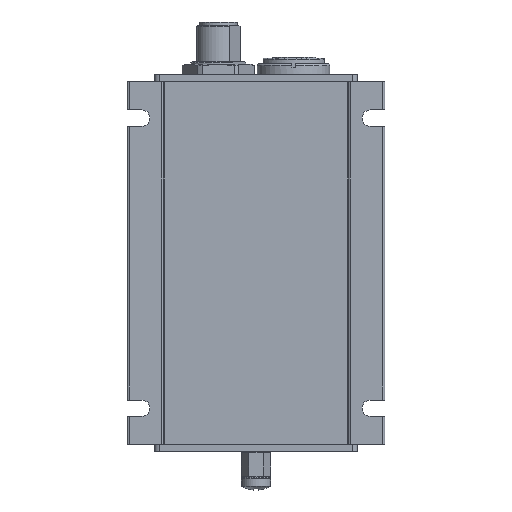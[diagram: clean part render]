
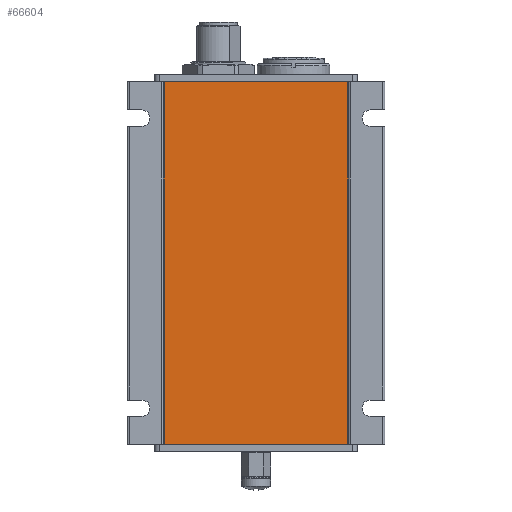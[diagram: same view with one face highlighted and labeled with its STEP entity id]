
A CAD part, front view. The second image highlights one B-rep face of the part: STEP entity #66604.
In plain terms, the highlighted planar face has unit normal (0, -1, 0).
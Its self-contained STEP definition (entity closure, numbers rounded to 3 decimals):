
#1092=PLANE('',#71067);
#4717=LINE('',#96757,#10392);
#4793=LINE('',#97080,#10468);
#4890=LINE('',#97280,#10565);
#4892=LINE('',#97283,#10567);
#10392=VECTOR('',#76778,50.6);
#10468=VECTOR('',#77040,50.6);
#10565=VECTOR('',#77313,100.);
#10567=VECTOR('',#77317,100.);
#16638=FACE_OUTER_BOUND('',#20298,.T.);
#20298=EDGE_LOOP('',(#45746,#45747,#45748,#45749));
#27128=VERTEX_POINT('',#96754);
#27129=VERTEX_POINT('',#96756);
#27282=VERTEX_POINT('',#97077);
#27283=VERTEX_POINT('',#97079);
#34070=EDGE_CURVE('',#27129,#27128,#4717,.T.);
#34234=EDGE_CURVE('',#27283,#27282,#4793,.T.);
#34340=EDGE_CURVE('',#27283,#27128,#4890,.T.);
#34342=EDGE_CURVE('',#27129,#27282,#4892,.T.);
#45746=ORIENTED_EDGE('',*,*,#34340,.F.);
#45747=ORIENTED_EDGE('',*,*,#34234,.T.);
#45748=ORIENTED_EDGE('',*,*,#34342,.F.);
#45749=ORIENTED_EDGE('',*,*,#34070,.T.);
#66604=ADVANCED_FACE('',(#16638),#1092,.T.);
#71067=AXIS2_PLACEMENT_3D('',#97298,#77345,#77346);
#76778=DIRECTION('',(1.,0.,0.));
#77040=DIRECTION('',(-1.,0.,0.));
#77313=DIRECTION('',(0.,0.,-1.));
#77317=DIRECTION('',(0.,0.,1.));
#77345=DIRECTION('center_axis',(0.,-1.,0.));
#77346=DIRECTION('ref_axis',(0.,0.,-1.));
#96754=CARTESIAN_POINT('',(25.3,-11.2,-50.));
#96756=CARTESIAN_POINT('',(-25.3,-11.2,-50.));
#96757=CARTESIAN_POINT('',(-25.3,-11.2,-50.));
#97077=CARTESIAN_POINT('',(-25.3,-11.2,50.));
#97079=CARTESIAN_POINT('',(25.3,-11.2,50.));
#97080=CARTESIAN_POINT('',(25.3,-11.2,50.));
#97280=CARTESIAN_POINT('',(25.3,-11.2,50.));
#97283=CARTESIAN_POINT('',(-25.3,-11.2,-50.));
#97298=CARTESIAN_POINT('Origin',(27.65,-11.2,0.));
